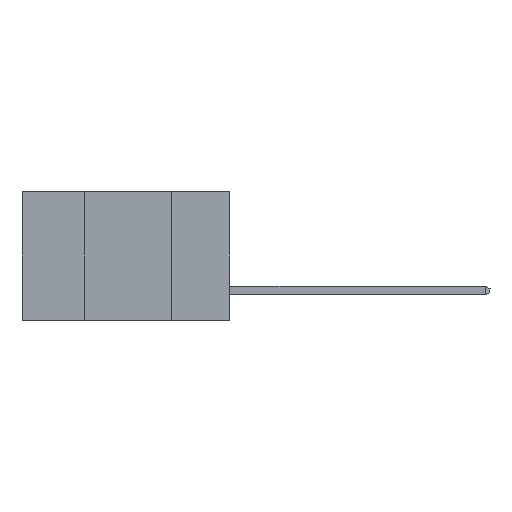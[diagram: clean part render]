
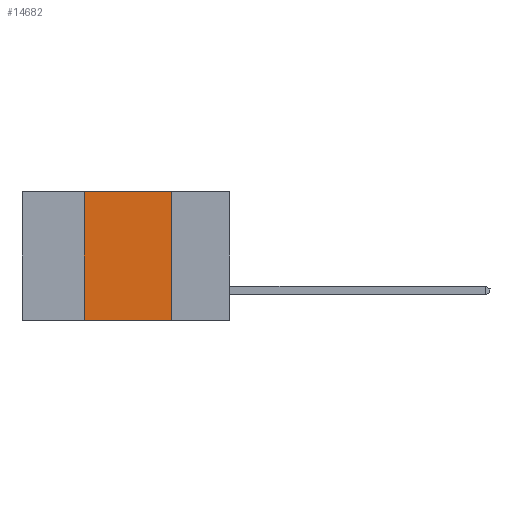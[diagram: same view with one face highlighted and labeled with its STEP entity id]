
A CAD part, left-side view. The second image highlights one B-rep face of the part: STEP entity #14682.
In plain terms, the highlighted planar face has unit normal (-1, 0, 0).
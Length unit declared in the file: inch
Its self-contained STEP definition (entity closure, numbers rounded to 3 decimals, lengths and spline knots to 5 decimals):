
#306 = AXIS2_PLACEMENT_3D ( 'NONE', #10934, #13289, #721 ) ;
#721 = DIRECTION ( 'NONE',  ( 0., 0., -1. ) ) ;
#1168 = VERTEX_POINT ( 'NONE', #3938 ) ;
#1384 = EDGE_LOOP ( 'NONE', ( #5189, #6325, #1651, #10557 ) ) ;
#1651 = ORIENTED_EDGE ( 'NONE', *, *, #7350, .F. ) ;
#2027 = CARTESIAN_POINT ( 'NONE',  ( 0., 0.17, -0.37 ) ) ;
#2869 = LINE ( 'NONE', #10889, #10743 ) ;
#2914 = DIRECTION ( 'NONE',  ( 0., 0., 1. ) ) ;
#3090 = CARTESIAN_POINT ( 'NONE',  ( 0., 0.17, -0.37 ) ) ;
#3749 = LINE ( 'NONE', #14384, #13881 ) ;
#3938 = CARTESIAN_POINT ( 'NONE',  ( 0., 0.42, 0. ) ) ;
#3972 = DIRECTION ( 'NONE',  ( 0., -1., 0. ) ) ;
#4116 = EDGE_CURVE ( 'NONE', #4603, #10753, #8471, .T. ) ;
#4315 = PLANE ( 'NONE',  #306 ) ;
#4603 = VERTEX_POINT ( 'NONE', #12653 ) ;
#5189 = ORIENTED_EDGE ( 'NONE', *, *, #4116, .F. ) ;
#5211 = FACE_OUTER_BOUND ( 'NONE', #1384, .T. ) ;
#6325 = ORIENTED_EDGE ( 'NONE', *, *, #11957, .F. ) ;
#7150 = CARTESIAN_POINT ( 'NONE',  ( 0., 0.42, -0.37 ) ) ;
#7350 = EDGE_CURVE ( 'NONE', #11348, #1168, #7548, .T. ) ;
#7548 = LINE ( 'NONE', #12130, #8620 ) ;
#8471 = LINE ( 'NONE', #3090, #13411 ) ;
#8620 = VECTOR ( 'NONE', #2914, 39.37008 ) ;
#10557 = ORIENTED_EDGE ( 'NONE', *, *, #14261, .T. ) ;
#10743 = VECTOR ( 'NONE', #3972, 39.37008 ) ;
#10753 = VERTEX_POINT ( 'NONE', #2027 ) ;
#10889 = CARTESIAN_POINT ( 'NONE',  ( 0., 0.6, -0.37 ) ) ;
#10934 = CARTESIAN_POINT ( 'NONE',  ( 0., 0.6, 0. ) ) ;
#11348 = VERTEX_POINT ( 'NONE', #7150 ) ;
#11957 = EDGE_CURVE ( 'NONE', #1168, #4603, #3749, .T. ) ;
#12130 = CARTESIAN_POINT ( 'NONE',  ( 0., 0.42, -0.37 ) ) ;
#12653 = CARTESIAN_POINT ( 'NONE',  ( 0., 0.17, 0. ) ) ;
#13085 = DIRECTION ( 'NONE',  ( 0., 0., -1. ) ) ;
#13289 = DIRECTION ( 'NONE',  ( 1., 0., 0. ) ) ;
#13327 = DIRECTION ( 'NONE',  ( 0., -1., 0. ) ) ;
#13411 = VECTOR ( 'NONE', #13085, 39.37008 ) ;
#13881 = VECTOR ( 'NONE', #13327, 39.37008 ) ;
#14261 = EDGE_CURVE ( 'NONE', #11348, #10753, #2869, .T. ) ;
#14384 = CARTESIAN_POINT ( 'NONE',  ( 0., 0.6, 0. ) ) ;
#14682 = ADVANCED_FACE ( 'NONE', ( #5211 ), #4315, .F. ) ;
